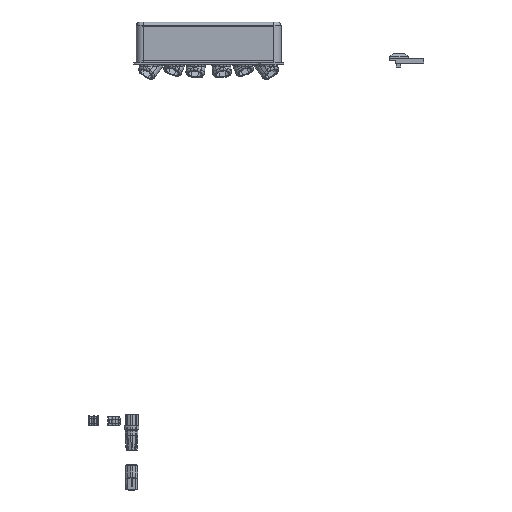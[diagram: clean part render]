
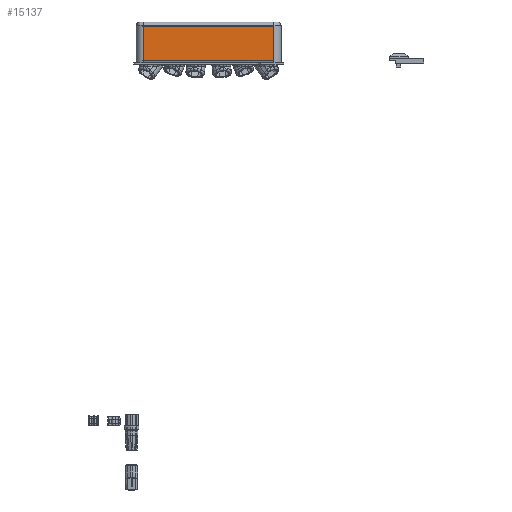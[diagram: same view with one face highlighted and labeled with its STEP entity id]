
A CAD part, top view. The second image highlights one B-rep face of the part: STEP entity #15137.
In plain terms, the highlighted planar face has unit normal (0, 0, 1).
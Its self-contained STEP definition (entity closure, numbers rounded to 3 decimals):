
#1942=FACE_OUTER_BOUND('',#2839,.T.);
#2839=EDGE_LOOP('',(#11926,#11927,#11928,#11929));
#3944=LINE('',#26192,#5282);
#3946=LINE('',#26220,#5284);
#3947=LINE('',#26224,#5285);
#3948=LINE('',#26225,#5286);
#5282=VECTOR('',#18910,10.);
#5284=VECTOR('',#18924,10.);
#5285=VECTOR('',#18929,10.);
#5286=VECTOR('',#18930,10.);
#6737=VERTEX_POINT('',#26182);
#6739=VERTEX_POINT('',#26188);
#6742=VERTEX_POINT('',#26219);
#6743=VERTEX_POINT('',#26223);
#8608=EDGE_CURVE('',#6737,#6739,#3944,.T.);
#8614=EDGE_CURVE('',#6742,#6739,#3946,.T.);
#8616=EDGE_CURVE('',#6743,#6737,#3947,.T.);
#8617=EDGE_CURVE('',#6743,#6742,#3948,.T.);
#11926=ORIENTED_EDGE('',*,*,#8608,.F.);
#11927=ORIENTED_EDGE('',*,*,#8616,.F.);
#11928=ORIENTED_EDGE('',*,*,#8617,.T.);
#11929=ORIENTED_EDGE('',*,*,#8614,.T.);
#14501=PLANE('',#16373);
#15137=ADVANCED_FACE('',(#1942),#14501,.T.);
#16373=AXIS2_PLACEMENT_3D('',#26222,#18927,#18928);
#18910=DIRECTION('',(1.,0.,0.));
#18924=DIRECTION('',(0.,1.,0.));
#18927=DIRECTION('center_axis',(0.,0.,1.));
#18928=DIRECTION('ref_axis',(1.,0.,0.));
#18929=DIRECTION('',(0.,1.,0.));
#18930=DIRECTION('',(1.,0.,0.));
#26182=CARTESIAN_POINT('',(60.149,410.,387.904));
#26188=CARTESIAN_POINT('',(193.851,410.,387.904));
#26192=CARTESIAN_POINT('',(93.575,410.,387.904));
#26219=CARTESIAN_POINT('',(193.851,372.,387.904));
#26220=CARTESIAN_POINT('',(193.851,377.,387.904));
#26222=CARTESIAN_POINT('Origin',(60.149,377.,387.904));
#26223=CARTESIAN_POINT('',(60.149,372.,387.904));
#26224=CARTESIAN_POINT('',(60.149,377.,387.904));
#26225=CARTESIAN_POINT('',(160.426,372.,387.904));
